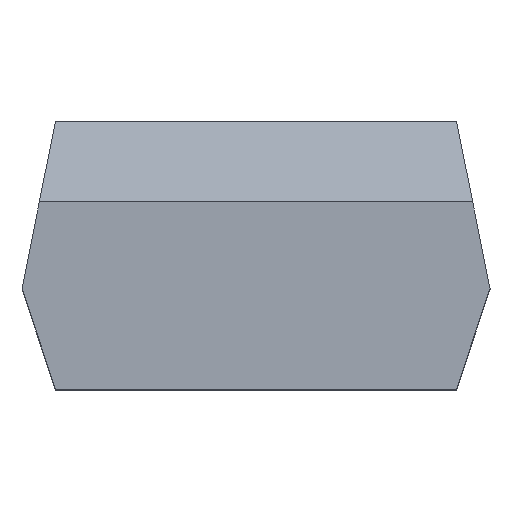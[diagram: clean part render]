
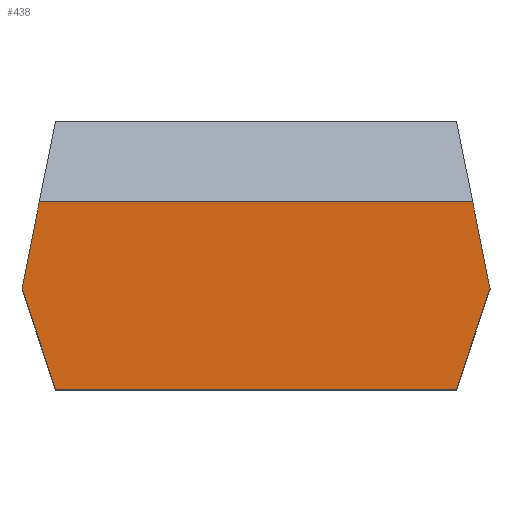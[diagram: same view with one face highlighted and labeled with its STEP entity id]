
A CAD part, top view. The second image highlights one B-rep face of the part: STEP entity #438.
In plain terms, the highlighted planar face has unit normal (0, 0, 1).
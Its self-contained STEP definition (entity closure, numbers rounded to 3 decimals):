
#13=DIRECTION('',(0.,0.,1.));
#27=VECTOR('',#28,1.);
#28=DIRECTION('',(1.,0.,0.));
#41=VECTOR('',#42,1.);
#42=DIRECTION('',(-1.,0.,0.));
#123=VECTOR('',#124,1.);
#124=DIRECTION('',(0.196,0.981,0.));
#130=VECTOR('',#131,1.);
#131=DIRECTION('',(-0.316,0.949,0.));
#142=VECTOR('',#143,1.);
#143=DIRECTION('',(-0.316,-0.949,0.));
#147=VECTOR('',#148,1.);
#148=DIRECTION('',(0.196,-0.981,0.));
#226=VERTEX_POINT('',#227);
#227=CARTESIAN_POINT('',(-1.8,0.,13.));
#230=EDGE_CURVE('',#226,#231,#233,.T.);
#231=VERTEX_POINT('',#232);
#232=CARTESIAN_POINT('',(-1.54,1.3,13.));
#233=LINE('',#227,#123);
#249=VERTEX_POINT('',#250);
#250=CARTESIAN_POINT('',(4.94,1.3,13.));
#256=EDGE_CURVE('',#249,#257,#259,.T.);
#257=VERTEX_POINT('',#258);
#258=CARTESIAN_POINT('',(5.2,0.,13.));
#259=LINE('',#260,#147);
#260=CARTESIAN_POINT('',(4.7,2.5,13.));
#272=VERTEX_POINT('',#273);
#273=CARTESIAN_POINT('',(-1.3,-1.5,13.));
#276=EDGE_CURVE('',#272,#226,#277,.T.);
#277=LINE('',#273,#130);
#287=EDGE_CURVE('',#257,#288,#290,.T.);
#288=VERTEX_POINT('',#289);
#289=CARTESIAN_POINT('',(4.7,-1.5,13.));
#290=LINE('',#258,#142);
#302=EDGE_CURVE('',#288,#272,#303,.T.);
#303=LINE('',#289,#41);
#430=ORIENTED_EDGE('',*,*,#431,.F.);
#431=EDGE_CURVE('',#231,#249,#432,.T.);
#432=LINE('',#433,#27);
#433=CARTESIAN_POINT('',(-1.3,1.3,13.));
#438=ADVANCED_FACE('',(#439),#446,.T.);
#439=FACE_BOUND('',#440,.T.);
#440=EDGE_LOOP('',(#441,#430,#442,#443,#444,#445));
#441=ORIENTED_EDGE('',*,*,#256,.F.);
#442=ORIENTED_EDGE('',*,*,#230,.F.);
#443=ORIENTED_EDGE('',*,*,#276,.F.);
#444=ORIENTED_EDGE('',*,*,#302,.F.);
#445=ORIENTED_EDGE('',*,*,#287,.F.);
#446=PLANE('',#447);
#447=AXIS2_PLACEMENT_3D('',#448,#13,#28);
#448=CARTESIAN_POINT('',(-1.3,2.5,13.));
